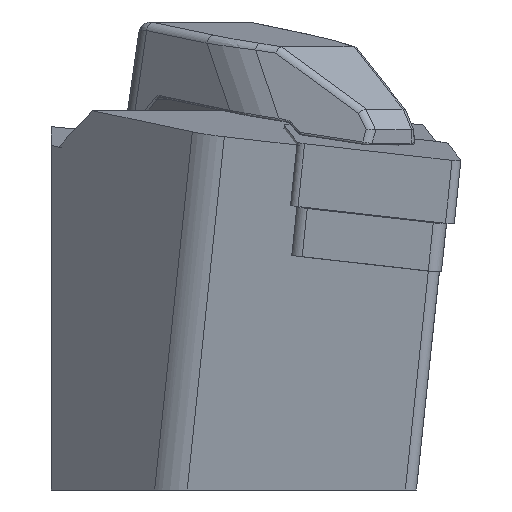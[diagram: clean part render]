
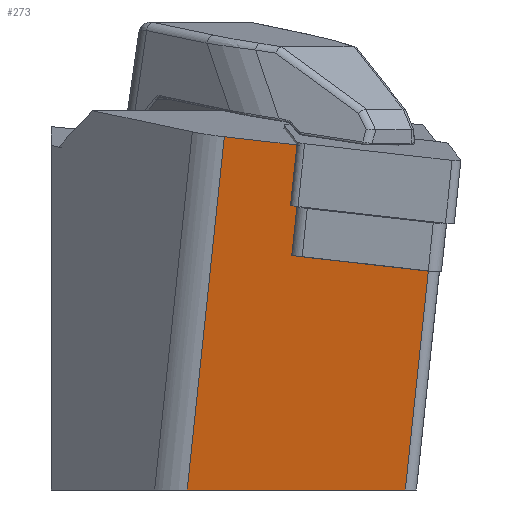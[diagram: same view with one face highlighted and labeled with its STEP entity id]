
A CAD part, left-side view. The second image highlights one B-rep face of the part: STEP entity #273.
In plain terms, the highlighted planar face has unit normal (-0.992, 0.087, -0.096).
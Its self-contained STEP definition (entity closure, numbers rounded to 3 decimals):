
#273=ADVANCED_FACE('',(#451),#397,.F.);
#397=PLANE('',#2283);
#451=FACE_OUTER_BOUND('',#573,.T.);
#573=EDGE_LOOP('',(#1130,#1131,#1132,#1133,#1134,#1135,#1136));
#701=LINE('',#3164,#876);
#719=LINE('',#3286,#894);
#745=LINE('',#3347,#920);
#746=LINE('',#3351,#921);
#747=LINE('',#3353,#922);
#748=LINE('',#3355,#923);
#749=LINE('',#3356,#924);
#876=VECTOR('',#2516,1.);
#894=VECTOR('',#2550,1.);
#920=VECTOR('',#2594,1.);
#921=VECTOR('',#2599,1.);
#922=VECTOR('',#2600,1.);
#923=VECTOR('',#2601,1.);
#924=VECTOR('',#2602,1.);
#1130=ORIENTED_EDGE('',*,*,#1942,.F.);
#1131=ORIENTED_EDGE('',*,*,#1883,.T.);
#1132=ORIENTED_EDGE('',*,*,#1911,.F.);
#1133=ORIENTED_EDGE('',*,*,#1943,.T.);
#1134=ORIENTED_EDGE('',*,*,#1944,.F.);
#1135=ORIENTED_EDGE('',*,*,#1940,.T.);
#1136=ORIENTED_EDGE('',*,*,#1945,.F.);
#1682=VERTEX_POINT('',#3163);
#1683=VERTEX_POINT('',#3165);
#1708=VERTEX_POINT('',#3285);
#1730=VERTEX_POINT('',#3346);
#1731=VERTEX_POINT('',#3348);
#1732=VERTEX_POINT('',#3352);
#1733=VERTEX_POINT('',#3354);
#1883=EDGE_CURVE('',#1683,#1682,#701,.T.);
#1911=EDGE_CURVE('',#1708,#1682,#719,.T.);
#1940=EDGE_CURVE('',#1731,#1730,#745,.T.);
#1942=EDGE_CURVE('',#1683,#1732,#746,.T.);
#1943=EDGE_CURVE('',#1708,#1733,#747,.T.);
#1944=EDGE_CURVE('',#1731,#1733,#748,.T.);
#1945=EDGE_CURVE('',#1732,#1730,#749,.T.);
#2283=AXIS2_PLACEMENT_3D('',#3357,#2603,#2604);
#2516=DIRECTION('',(-0.105,-0.104,0.989));
#2550=DIRECTION('',(-0.076,-0.991,-0.112));
#2594=DIRECTION('',(-0.105,-0.104,0.989));
#2599=DIRECTION('',(-0.076,-0.991,-0.112));
#2600=DIRECTION('',(0.105,0.104,-0.989));
#2601=DIRECTION('',(0.087,0.996,0.));
#2602=DIRECTION('',(-0.076,-0.991,-0.112));
#2603=DIRECTION('',(0.992,-0.087,0.096));
#2604=DIRECTION('',(0.096,0.,-0.995));
#3163=CARTESIAN_POINT('',(2.048,-24.565,1.535));
#3164=CARTESIAN_POINT('',(1.088,-25.521,10.625));
#3165=CARTESIAN_POINT('',(3.178,-23.442,-9.156));
#3285=CARTESIAN_POINT('',(2.638,-16.877,2.406));
#3286=CARTESIAN_POINT('',(1.028,-37.872,0.029));
#3346=CARTESIAN_POINT('',(2.158,-36.748,-10.663));
#3347=CARTESIAN_POINT('',(5.178,-33.745,-39.237));
#3348=CARTESIAN_POINT('',(4.413,-34.505,-32.));
#3351=CARTESIAN_POINT('',(2.158,-36.748,-10.663));
#3352=CARTESIAN_POINT('',(3.149,-23.817,-9.199));
#3353=CARTESIAN_POINT('',(6.787,-12.75,-36.86));
#3354=CARTESIAN_POINT('',(6.274,-13.26,-32.));
#3355=CARTESIAN_POINT('',(4.485,-33.684,-32.));
#3356=CARTESIAN_POINT('',(2.158,-36.748,-10.663));
#3357=CARTESIAN_POINT('',(5.178,-33.745,-39.237));
